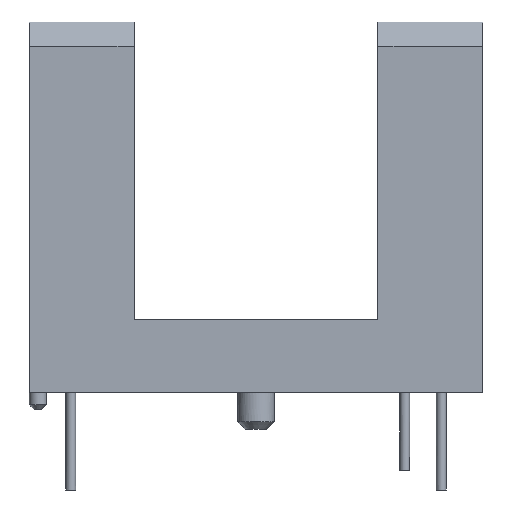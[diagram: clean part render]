
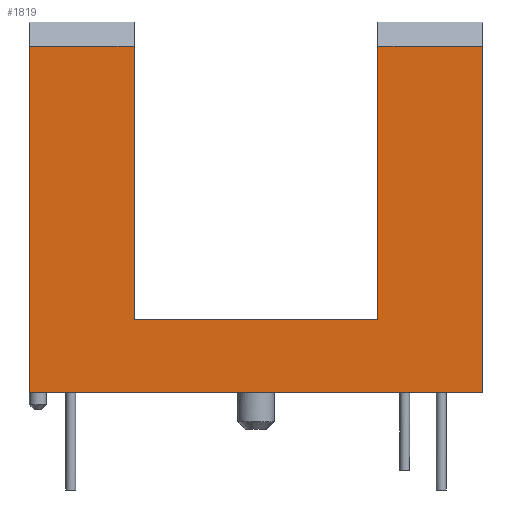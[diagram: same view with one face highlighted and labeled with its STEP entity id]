
A CAD part, front view. The second image highlights one B-rep face of the part: STEP entity #1819.
In plain terms, the highlighted planar face has unit normal (0, -1, 0).
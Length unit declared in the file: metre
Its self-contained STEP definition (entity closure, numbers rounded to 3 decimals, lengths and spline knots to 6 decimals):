
#1819 = ADVANCED_FACE( '', ( #4469 ), #4470, .T. );
#4469 = FACE_OUTER_BOUND( '', #8149, .T. );
#4470 = PLANE( '', #8150 );
#8149 = EDGE_LOOP( '', ( #12859, #12860, #12861, #12862, #12863, #12864, #12865, #12866 ) );
#8150 = AXIS2_PLACEMENT_3D( '', #12867, #12868, #12869 );
#12859 = ORIENTED_EDGE( '', *, *, #15980, .T. );
#12860 = ORIENTED_EDGE( '', *, *, #15884, .T. );
#12861 = ORIENTED_EDGE( '', *, *, #15981, .T. );
#12862 = ORIENTED_EDGE( '', *, *, #15982, .T. );
#12863 = ORIENTED_EDGE( '', *, *, #15983, .T. );
#12864 = ORIENTED_EDGE( '', *, *, #15947, .T. );
#12865 = ORIENTED_EDGE( '', *, *, #15984, .T. );
#12866 = ORIENTED_EDGE( '', *, *, #15985, .T. );
#12867 = CARTESIAN_POINT( '', ( -0.009296, -0.002525, 0. ) );
#12868 = DIRECTION( '', ( 0., -1., 0. ) );
#12869 = DIRECTION( '', ( -1., 0., 0. ) );
#15884 = EDGE_CURVE( '', #16369, #16367, #16370, .T. );
#15947 = EDGE_CURVE( '', #16449, #16447, #16450, .T. );
#15980 = EDGE_CURVE( '', #16485, #16369, #16486, .T. );
#15981 = EDGE_CURVE( '', #16367, #16487, #16488, .T. );
#15982 = EDGE_CURVE( '', #16487, #16489, #16490, .T. );
#15983 = EDGE_CURVE( '', #16489, #16449, #16491, .T. );
#15984 = EDGE_CURVE( '', #16447, #16492, #16493, .T. );
#15985 = EDGE_CURVE( '', #16492, #16485, #16494, .T. );
#16367 = VERTEX_POINT( '', #16997 );
#16369 = VERTEX_POINT( '', #17000 );
#16370 = B_SPLINE_CURVE_WITH_KNOTS( '', 1, ( #17001, #17002 ), .UNSPECIFIED., .F., .F., ( 2, 2 ), ( 0., 1. ), .UNSPECIFIED. );
#16447 = VERTEX_POINT( '', #17197 );
#16449 = VERTEX_POINT( '', #17200 );
#16450 = B_SPLINE_CURVE_WITH_KNOTS( '', 1, ( #17201, #17202 ), .UNSPECIFIED., .F., .F., ( 2, 2 ), ( 0., 1. ), .UNSPECIFIED. );
#16485 = VERTEX_POINT( '', #17273 );
#16486 = B_SPLINE_CURVE_WITH_KNOTS( '', 1, ( #17274, #17275 ), .UNSPECIFIED., .F., .F., ( 2, 2 ), ( 0., 1. ), .UNSPECIFIED. );
#16487 = VERTEX_POINT( '', #17276 );
#16488 = B_SPLINE_CURVE_WITH_KNOTS( '', 1, ( #17277, #17278 ), .UNSPECIFIED., .F., .F., ( 2, 2 ), ( 0., 1. ), .UNSPECIFIED. );
#16489 = VERTEX_POINT( '', #17279 );
#16490 = B_SPLINE_CURVE_WITH_KNOTS( '', 1, ( #17280, #17281 ), .UNSPECIFIED., .F., .F., ( 2, 2 ), ( 0., 1. ), .UNSPECIFIED. );
#16491 = B_SPLINE_CURVE_WITH_KNOTS( '', 1, ( #17282, #17283 ), .UNSPECIFIED., .F., .F., ( 2, 2 ), ( 0., 1. ), .UNSPECIFIED. );
#16492 = VERTEX_POINT( '', #17284 );
#16493 = B_SPLINE_CURVE_WITH_KNOTS( '', 1, ( #17285, #17286 ), .UNSPECIFIED., .F., .F., ( 2, 2 ), ( 0., 1. ), .UNSPECIFIED. );
#16494 = B_SPLINE_CURVE_WITH_KNOTS( '', 1, ( #17287, #17288 ), .UNSPECIFIED., .F., .F., ( 2, 2 ), ( 0., 1. ), .UNSPECIFIED. );
#16997 = CARTESIAN_POINT( '', ( 0.009304, -0.002525, 0.0142 ) );
#17000 = CARTESIAN_POINT( '', ( 0.009304, -0.002525, 0. ) );
#17001 = CARTESIAN_POINT( '', ( 0.009304, -0.002525, 0. ) );
#17002 = CARTESIAN_POINT( '', ( 0.009304, -0.002525, 0.0142 ) );
#17197 = CARTESIAN_POINT( '', ( -0.004996, -0.002525, 0.0142 ) );
#17200 = CARTESIAN_POINT( '', ( -0.004996, -0.002525, 0.003 ) );
#17201 = CARTESIAN_POINT( '', ( -0.004996, -0.002525, 0.003 ) );
#17202 = CARTESIAN_POINT( '', ( -0.004996, -0.002525, 0.0142 ) );
#17273 = CARTESIAN_POINT( '', ( -0.009296, -0.002525, 0. ) );
#17274 = CARTESIAN_POINT( '', ( -0.009296, -0.002525, 0. ) );
#17275 = CARTESIAN_POINT( '', ( 0.009304, -0.002525, 0. ) );
#17276 = CARTESIAN_POINT( '', ( 0.005004, -0.002525, 0.0142 ) );
#17277 = CARTESIAN_POINT( '', ( 0.009304, -0.002525, 0.0142 ) );
#17278 = CARTESIAN_POINT( '', ( 0.005004, -0.002525, 0.0142 ) );
#17279 = CARTESIAN_POINT( '', ( 0.005004, -0.002525, 0.003 ) );
#17280 = CARTESIAN_POINT( '', ( 0.005004, -0.002525, 0.0142 ) );
#17281 = CARTESIAN_POINT( '', ( 0.005004, -0.002525, 0.003 ) );
#17282 = CARTESIAN_POINT( '', ( 0.005004, -0.002525, 0.003 ) );
#17283 = CARTESIAN_POINT( '', ( -0.004996, -0.002525, 0.003 ) );
#17284 = CARTESIAN_POINT( '', ( -0.009296, -0.002525, 0.0142 ) );
#17285 = CARTESIAN_POINT( '', ( -0.004996, -0.002525, 0.0142 ) );
#17286 = CARTESIAN_POINT( '', ( -0.009296, -0.002525, 0.0142 ) );
#17287 = CARTESIAN_POINT( '', ( -0.009296, -0.002525, 0.0142 ) );
#17288 = CARTESIAN_POINT( '', ( -0.009296, -0.002525, 0. ) );
